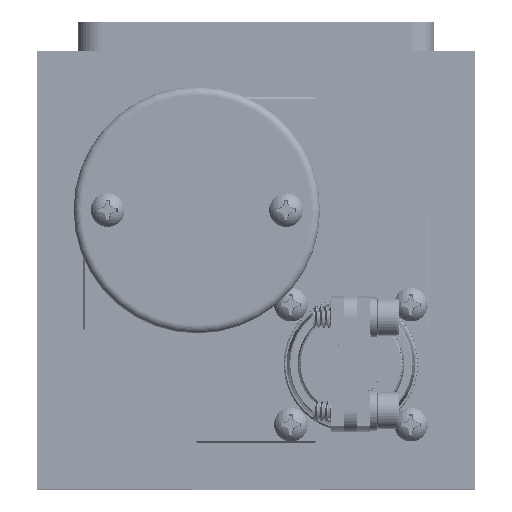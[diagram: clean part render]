
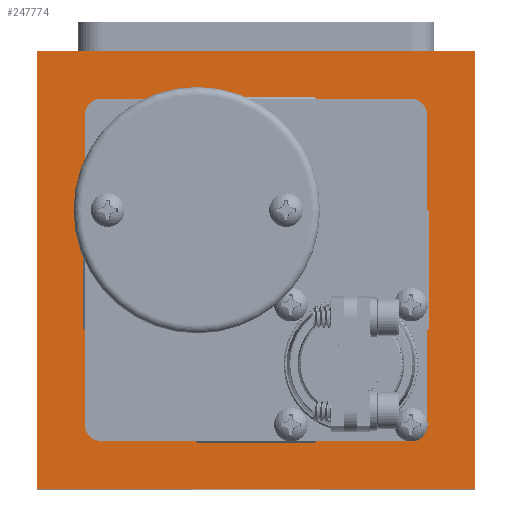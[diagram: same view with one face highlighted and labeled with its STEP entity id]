
A CAD part, top view. The second image highlights one B-rep face of the part: STEP entity #247774.
In plain terms, the highlighted planar face has unit normal (0, 0, 1).
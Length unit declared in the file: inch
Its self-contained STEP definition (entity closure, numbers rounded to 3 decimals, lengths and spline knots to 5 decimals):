
#4474 = CARTESIAN_POINT ( 'NONE',  ( 1.35, -1.35, 0. ) ) ;
#20471 = LINE ( 'NONE', #397156, #221654 ) ;
#72409 = VERTEX_POINT ( 'NONE', #73652 ) ;
#73652 = CARTESIAN_POINT ( 'NONE',  ( -1.35, -1.35, 0. ) ) ;
#78782 = FACE_OUTER_BOUND ( 'NONE', #361086, .T. ) ;
#84120 = AXIS2_PLACEMENT_3D ( 'NONE', #184229, #156622, #432244 ) ;
#97138 = LINE ( 'NONE', #409296, #418836 ) ;
#113118 = VERTEX_POINT ( 'NONE', #241026 ) ;
#123754 = DIRECTION ( 'NONE',  ( 1., 0., 0. ) ) ;
#144436 = DIRECTION ( 'NONE',  ( 0., -1., 0. ) ) ;
#147182 = VECTOR ( 'NONE', #272008, 39.37008 ) ;
#156622 = DIRECTION ( 'NONE',  ( 0., 0., 1. ) ) ;
#156645 = VECTOR ( 'NONE', #144436, 39.37008 ) ;
#165708 = EDGE_CURVE ( 'NONE', #448413, #420350, #20471, .T. ) ;
#184229 = CARTESIAN_POINT ( 'NONE',  ( 0., 0., 0. ) ) ;
#189775 = CARTESIAN_POINT ( 'NONE',  ( 1.35, 1.35, 0. ) ) ;
#221654 = VECTOR ( 'NONE', #123754, 39.37008 ) ;
#241026 = CARTESIAN_POINT ( 'NONE',  ( 1.35, -1.35, 0. ) ) ;
#243240 = ORIENTED_EDGE ( 'NONE', *, *, #337043, .F. ) ;
#247774 = ADVANCED_FACE ( 'NONE', ( #78782 ), #365542, .T. ) ;
#272008 = DIRECTION ( 'NONE',  ( 0., 1., 0. ) ) ;
#272656 = ORIENTED_EDGE ( 'NONE', *, *, #165708, .F. ) ;
#278801 = CARTESIAN_POINT ( 'NONE',  ( -1.35, -1.35, 0. ) ) ;
#279951 = LINE ( 'NONE', #4474, #156645 ) ;
#286953 = ORIENTED_EDGE ( 'NONE', *, *, #444145, .F. ) ;
#303765 = DIRECTION ( 'NONE',  ( -1., 0., 0. ) ) ;
#313162 = LINE ( 'NONE', #278801, #147182 ) ;
#313978 = CARTESIAN_POINT ( 'NONE',  ( -1.35, 1.35, 0. ) ) ;
#337043 = EDGE_CURVE ( 'NONE', #420350, #113118, #279951, .T. ) ;
#361086 = EDGE_LOOP ( 'NONE', ( #286953, #397235, #243240, #272656 ) ) ;
#365542 = PLANE ( 'NONE',  #84120 ) ;
#397156 = CARTESIAN_POINT ( 'NONE',  ( 1.35, 1.35, 0. ) ) ;
#397235 = ORIENTED_EDGE ( 'NONE', *, *, #419872, .F. ) ;
#409296 = CARTESIAN_POINT ( 'NONE',  ( 1.35, -1.35, 0. ) ) ;
#418836 = VECTOR ( 'NONE', #303765, 39.37008 ) ;
#419872 = EDGE_CURVE ( 'NONE', #113118, #72409, #97138, .T. ) ;
#420350 = VERTEX_POINT ( 'NONE', #189775 ) ;
#432244 = DIRECTION ( 'NONE',  ( 1., 0., 0. ) ) ;
#444145 = EDGE_CURVE ( 'NONE', #72409, #448413, #313162, .T. ) ;
#448413 = VERTEX_POINT ( 'NONE', #313978 ) ;
